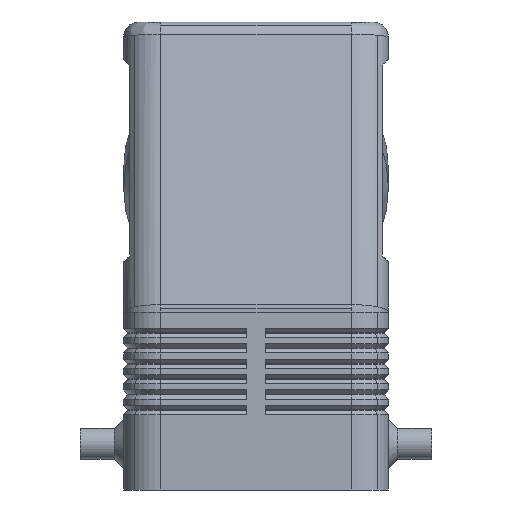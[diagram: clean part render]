
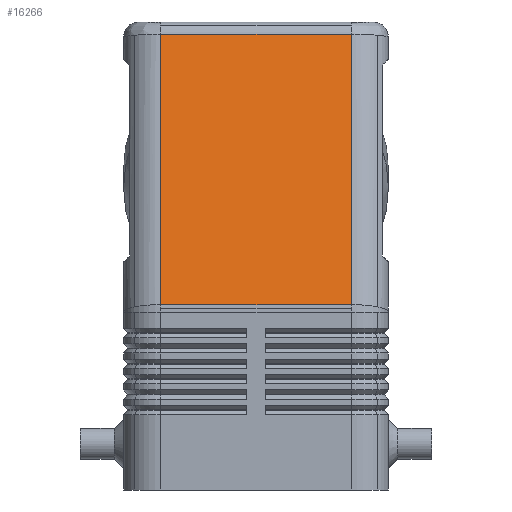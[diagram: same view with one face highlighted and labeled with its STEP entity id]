
A CAD part, left-side view. The second image highlights one B-rep face of the part: STEP entity #16266.
In plain terms, the highlighted planar face has unit normal (-0.98, 0, 0.2).
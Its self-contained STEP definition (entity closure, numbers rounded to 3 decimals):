
#495=CARTESIAN_POINT('',(-59.879,-15.5,30.094));
#496=VERTEX_POINT('',#495);
#504=CARTESIAN_POINT('',(-59.879,15.5,30.094));
#505=VERTEX_POINT('',#504);
#506=CARTESIAN_POINT('',(-59.879,-15.5,30.094));
#507=DIRECTION('',(0.0,1.0,0.0));
#508=VECTOR('',#507,31.);
#509=LINE('',#506,#508);
#510=EDGE_CURVE('',#496,#505,#509,.T.);
#15806=CARTESIAN_POINT('',(-50.909,-15.5,74.));
#15807=VERTEX_POINT('',#15806);
#15815=CARTESIAN_POINT('',(-50.909,-15.5,74.));
#15816=DIRECTION('',(-0.2,0.0,-0.98));
#15817=VECTOR('',#15816,44.813);
#15818=LINE('',#15815,#15817);
#15819=EDGE_CURVE('',#15807,#496,#15818,.T.);
#16243=CARTESIAN_POINT('',(-50.5,0.0,76.0));
#16244=DIRECTION('',(-0.98,0.0,0.2));
#16245=DIRECTION('',(0.2,0.0,0.98));
#16246=AXIS2_PLACEMENT_3D('',#16243,#16244,#16245);
#16247=PLANE('',#16246);
#16248=ORIENTED_EDGE('',*,*,#15819,.F.);
#16249=CARTESIAN_POINT('',(-50.909,15.5,74.));
#16250=VERTEX_POINT('',#16249);
#16251=CARTESIAN_POINT('',(-50.909,15.5,74.));
#16252=DIRECTION('',(0.0,-1.0,0.0));
#16253=VECTOR('',#16252,31.);
#16254=LINE('',#16251,#16253);
#16255=EDGE_CURVE('',#16250,#15807,#16254,.T.);
#16256=ORIENTED_EDGE('',*,*,#16255,.F.);
#16257=CARTESIAN_POINT('',(-59.879,15.5,30.094));
#16258=DIRECTION('',(0.2,0.0,0.98));
#16259=VECTOR('',#16258,44.813);
#16260=LINE('',#16257,#16259);
#16261=EDGE_CURVE('',#505,#16250,#16260,.T.);
#16262=ORIENTED_EDGE('',*,*,#16261,.F.);
#16263=ORIENTED_EDGE('',*,*,#510,.F.);
#16264=EDGE_LOOP('',(#16248,#16256,#16262,#16263));
#16265=FACE_OUTER_BOUND('',#16264,.T.);
#16266=ADVANCED_FACE('',(#16265),#16247,.T.);
